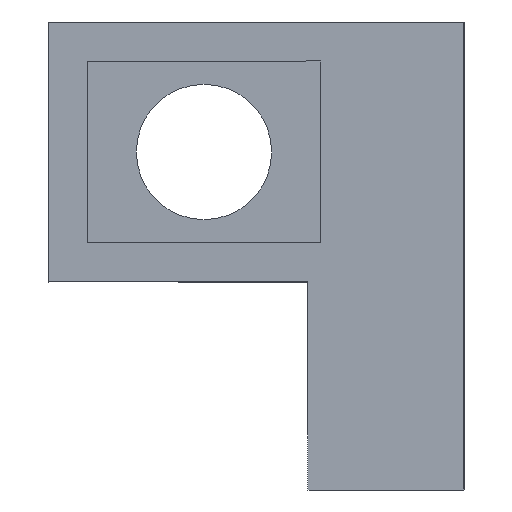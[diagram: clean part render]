
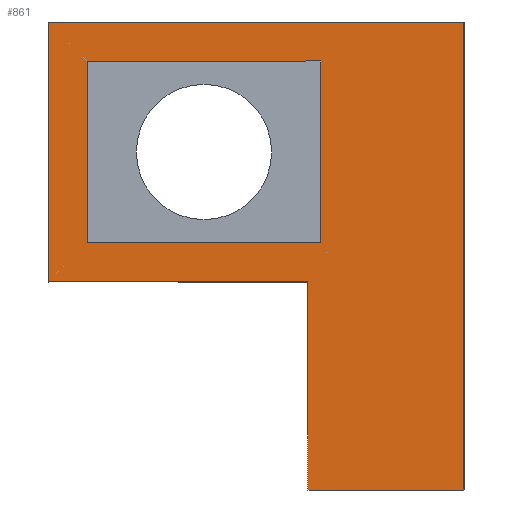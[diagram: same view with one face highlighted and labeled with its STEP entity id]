
A CAD part, left-side view. The second image highlights one B-rep face of the part: STEP entity #861.
In plain terms, the highlighted planar face has unit normal (-1, 0, 0).
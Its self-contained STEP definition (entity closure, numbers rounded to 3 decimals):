
#18 = LINE ( 'NONE', #564, #354 ) ;
#61 = ORIENTED_EDGE ( 'NONE', *, *, #169, .F. ) ;
#64 = VERTEX_POINT ( 'NONE', #642 ) ;
#67 = ORIENTED_EDGE ( 'NONE', *, *, #266, .F. ) ;
#70 = LINE ( 'NONE', #115, #816 ) ;
#76 = VERTEX_POINT ( 'NONE', #138 ) ;
#98 = VERTEX_POINT ( 'NONE', #466 ) ;
#105 = CARTESIAN_POINT ( 'NONE',  ( -8., -1., -2.5 ) ) ;
#110 = LINE ( 'NONE', #773, #665 ) ;
#115 = CARTESIAN_POINT ( 'NONE',  ( -8., -4., 2.5 ) ) ;
#138 = CARTESIAN_POINT ( 'NONE',  ( -8., -1.25, -1.75 ) ) ;
#140 = VECTOR ( 'NONE', #634, 1000. ) ;
#141 = VECTOR ( 'NONE', #272, 1000. ) ;
#152 = LINE ( 'NONE', #1010, #650 ) ;
#154 = EDGE_CURVE ( 'NONE', #64, #285, #909, .T. ) ;
#168 = CARTESIAN_POINT ( 'NONE',  ( -8., 3.25, 1.75 ) ) ;
#169 = EDGE_CURVE ( 'NONE', #235, #170, #459, .T. ) ;
#170 = VERTEX_POINT ( 'NONE', #801 ) ;
#174 = LINE ( 'NONE', #557, #835 ) ;
#228 = DIRECTION ( 'NONE',  ( 1., 0., 0. ) ) ;
#230 = CARTESIAN_POINT ( 'NONE',  ( -8., 4., -2.5 ) ) ;
#235 = VERTEX_POINT ( 'NONE', #230 ) ;
#249 = AXIS2_PLACEMENT_3D ( 'NONE', #762, #228, #824 ) ;
#266 = EDGE_CURVE ( 'NONE', #76, #64, #18, .T. ) ;
#272 = DIRECTION ( 'NONE',  ( 0., -1., 0. ) ) ;
#277 = ORIENTED_EDGE ( 'NONE', *, *, #471, .T. ) ;
#285 = VERTEX_POINT ( 'NONE', #168 ) ;
#312 = EDGE_CURVE ( 'NONE', #235, #917, #152, .T. ) ;
#343 = LINE ( 'NONE', #744, #141 ) ;
#353 = DIRECTION ( 'NONE',  ( 0., -1., 0. ) ) ;
#354 = VECTOR ( 'NONE', #657, 1000. ) ;
#375 = CARTESIAN_POINT ( 'NONE',  ( -8., 4., 2.5 ) ) ;
#403 = VERTEX_POINT ( 'NONE', #841 ) ;
#434 = FACE_BOUND ( 'NONE', #522, .T. ) ;
#443 = ORIENTED_EDGE ( 'NONE', *, *, #154, .F. ) ;
#449 = EDGE_LOOP ( 'NONE', ( #277, #455, #61, #704, #783, #1050 ) ) ;
#455 = ORIENTED_EDGE ( 'NONE', *, *, #810, .F. ) ;
#459 = LINE ( 'NONE', #375, #140 ) ;
#466 = CARTESIAN_POINT ( 'NONE',  ( -8., 3.25, -1.75 ) ) ;
#471 = EDGE_CURVE ( 'NONE', #531, #674, #70, .T. ) ;
#504 = DIRECTION ( 'NONE',  ( 0., -1., 0. ) ) ;
#522 = EDGE_LOOP ( 'NONE', ( #443, #67, #980, #905 ) ) ;
#529 = DIRECTION ( 'NONE',  ( 0., 0., -1. ) ) ;
#531 = VERTEX_POINT ( 'NONE', #948 ) ;
#540 = LINE ( 'NONE', #856, #961 ) ;
#544 = DIRECTION ( 'NONE',  ( 0., 0., -1. ) ) ;
#547 = CARTESIAN_POINT ( 'NONE',  ( -8., -4., 2.5 ) ) ;
#549 = DIRECTION ( 'NONE',  ( 0., 1., 0. ) ) ;
#550 = EDGE_CURVE ( 'NONE', #285, #98, #540, .T. ) ;
#557 = CARTESIAN_POINT ( 'NONE',  ( -8., 4., 2.5 ) ) ;
#563 = DIRECTION ( 'NONE',  ( 0., -1., 0. ) ) ;
#564 = CARTESIAN_POINT ( 'NONE',  ( -8., -1.25, -1.75 ) ) ;
#634 = DIRECTION ( 'NONE',  ( 0., 0., 1. ) ) ;
#642 = CARTESIAN_POINT ( 'NONE',  ( -8., -1.25, 1.75 ) ) ;
#650 = VECTOR ( 'NONE', #504, 1000. ) ;
#657 = DIRECTION ( 'NONE',  ( 0., 0., 1. ) ) ;
#663 = PLANE ( 'NONE',  #249 ) ;
#665 = VECTOR ( 'NONE', #353, 1000. ) ;
#674 = VERTEX_POINT ( 'NONE', #547 ) ;
#682 = LINE ( 'NONE', #1028, #886 ) ;
#704 = ORIENTED_EDGE ( 'NONE', *, *, #312, .T. ) ;
#744 = CARTESIAN_POINT ( 'NONE',  ( -8., -1., -6.5 ) ) ;
#762 = CARTESIAN_POINT ( 'NONE',  ( -8., 4., 2.5 ) ) ;
#773 = CARTESIAN_POINT ( 'NONE',  ( -8., 3.25, -1.75 ) ) ;
#783 = ORIENTED_EDGE ( 'NONE', *, *, #1077, .T. ) ;
#801 = CARTESIAN_POINT ( 'NONE',  ( -8., 4., 2.5 ) ) ;
#805 = VECTOR ( 'NONE', #549, 1000. ) ;
#810 = EDGE_CURVE ( 'NONE', #170, #674, #174, .T. ) ;
#816 = VECTOR ( 'NONE', #1034, 1000. ) ;
#824 = DIRECTION ( 'NONE',  ( 0., 0., -1. ) ) ;
#835 = VECTOR ( 'NONE', #563, 1000. ) ;
#841 = CARTESIAN_POINT ( 'NONE',  ( -8., -1., -6.5 ) ) ;
#856 = CARTESIAN_POINT ( 'NONE',  ( -8., 3.25, -1.75 ) ) ;
#861 = ADVANCED_FACE ( 'NONE', ( #434, #1016 ), #663, .F. ) ;
#886 = VECTOR ( 'NONE', #529, 1000. ) ;
#905 = ORIENTED_EDGE ( 'NONE', *, *, #550, .F. ) ;
#909 = LINE ( 'NONE', #977, #805 ) ;
#917 = VERTEX_POINT ( 'NONE', #105 ) ;
#948 = CARTESIAN_POINT ( 'NONE',  ( -8., -4., -6.5 ) ) ;
#961 = VECTOR ( 'NONE', #544, 1000. ) ;
#977 = CARTESIAN_POINT ( 'NONE',  ( -8., 3.25, 1.75 ) ) ;
#979 = EDGE_CURVE ( 'NONE', #403, #531, #343, .T. ) ;
#980 = ORIENTED_EDGE ( 'NONE', *, *, #1012, .F. ) ;
#1010 = CARTESIAN_POINT ( 'NONE',  ( -8., 4., -2.5 ) ) ;
#1012 = EDGE_CURVE ( 'NONE', #98, #76, #110, .T. ) ;
#1016 = FACE_OUTER_BOUND ( 'NONE', #449, .T. ) ;
#1028 = CARTESIAN_POINT ( 'NONE',  ( -8., -1., -2.5 ) ) ;
#1034 = DIRECTION ( 'NONE',  ( 0., 0., 1. ) ) ;
#1050 = ORIENTED_EDGE ( 'NONE', *, *, #979, .T. ) ;
#1077 = EDGE_CURVE ( 'NONE', #917, #403, #682, .T. ) ;
